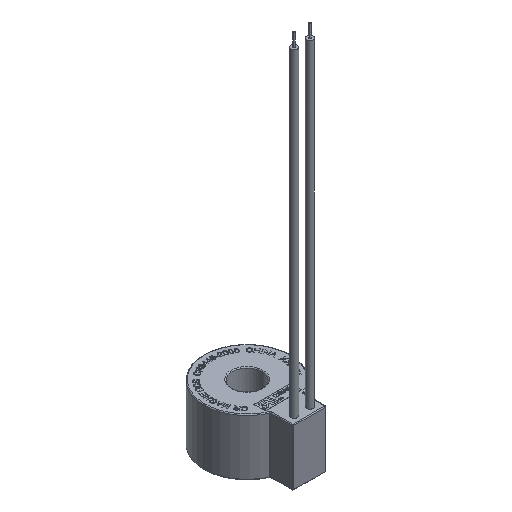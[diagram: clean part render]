
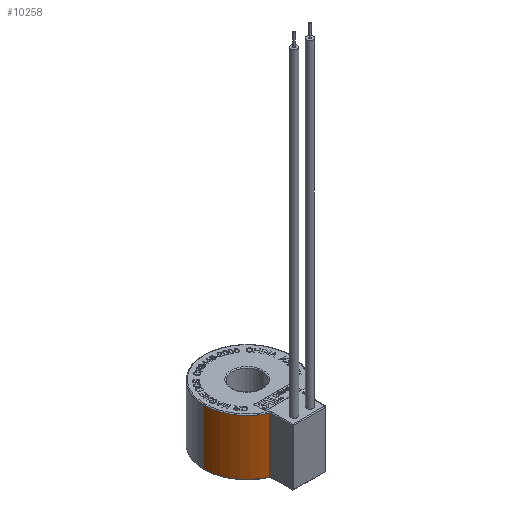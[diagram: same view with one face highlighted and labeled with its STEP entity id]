
A CAD part, isometric view. The second image highlights one B-rep face of the part: STEP entity #10258.
In plain terms, the highlighted cylindrical face has radius 13 mm (diameter 26 mm), a partial arc.
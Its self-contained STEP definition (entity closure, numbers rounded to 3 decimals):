
#2878 = ORIENTED_EDGE ( 'NONE', *, *, #6403, .F. ) ;
#5911 = CARTESIAN_POINT ( 'NONE',  ( -13., 0., -17. ) ) ;
#6403 = EDGE_CURVE ( 'NONE', #11063, #24354, #31194, .T. ) ;
#6908 = DIRECTION ( 'NONE',  ( 0., 0., 1. ) ) ;
#7279 = VECTOR ( 'NONE', #27811, 1000. ) ;
#8937 = ORIENTED_EDGE ( 'NONE', *, *, #12112, .T. ) ;
#9833 = DIRECTION ( 'NONE',  ( 0., 0., 1. ) ) ;
#10258 = ADVANCED_FACE ( 'NONE', ( #12827 ), #23231, .T. ) ;
#11063 = VERTEX_POINT ( 'NONE', #25753 ) ;
#12112 = EDGE_CURVE ( 'NONE', #11063, #23441, #23561, .T. ) ;
#12827 = FACE_OUTER_BOUND ( 'NONE', #18856, .T. ) ;
#13980 = VECTOR ( 'NONE', #9833, 1000. ) ;
#14361 = AXIS2_PLACEMENT_3D ( 'NONE', #31987, #6908, #23056 ) ;
#14654 = DIRECTION ( 'NONE',  ( 1., 0., 0. ) ) ;
#15866 = VERTEX_POINT ( 'NONE', #16954 ) ;
#16954 = CARTESIAN_POINT ( 'NONE',  ( -5.151, -11.936, -0.25 ) ) ;
#18434 = EDGE_CURVE ( 'NONE', #23441, #15866, #28336, .T. ) ;
#18856 = EDGE_LOOP ( 'NONE', ( #2878, #8937, #29525, #24386 ) ) ;
#18910 = EDGE_CURVE ( 'NONE', #15866, #24354, #22555, .T. ) ;
#19201 = DIRECTION ( 'NONE',  ( 1., 0., 0. ) ) ;
#22555 = CIRCLE ( 'NONE', #35139, 13. ) ;
#22724 = DIRECTION ( 'NONE',  ( 0., 0., -1. ) ) ;
#23056 = DIRECTION ( 'NONE',  ( 1., 0., 0. ) ) ;
#23231 = CYLINDRICAL_SURFACE ( 'NONE', #14361, 13. ) ;
#23441 = VERTEX_POINT ( 'NONE', #25352 ) ;
#23561 = CIRCLE ( 'NONE', #25290, 13. ) ;
#24354 = VERTEX_POINT ( 'NONE', #30786 ) ;
#24386 = ORIENTED_EDGE ( 'NONE', *, *, #18910, .T. ) ;
#24402 = CARTESIAN_POINT ( 'NONE',  ( 0., 0., -17. ) ) ;
#25290 = AXIS2_PLACEMENT_3D ( 'NONE', #24402, #35340, #19201 ) ;
#25352 = CARTESIAN_POINT ( 'NONE',  ( -5.151, -11.936, -17. ) ) ;
#25753 = CARTESIAN_POINT ( 'NONE',  ( -13., 0., -17. ) ) ;
#27811 = DIRECTION ( 'NONE',  ( 0., 0., 1. ) ) ;
#28336 = LINE ( 'NONE', #34403, #13980 ) ;
#28986 = CARTESIAN_POINT ( 'NONE',  ( 0., 0., -0.25 ) ) ;
#29525 = ORIENTED_EDGE ( 'NONE', *, *, #18434, .T. ) ;
#30786 = CARTESIAN_POINT ( 'NONE',  ( -13., 0., -0.25 ) ) ;
#31194 = LINE ( 'NONE', #5911, #7279 ) ;
#31987 = CARTESIAN_POINT ( 'NONE',  ( 0., 0., -17. ) ) ;
#34403 = CARTESIAN_POINT ( 'NONE',  ( -5.151, -11.936, -17. ) ) ;
#35139 = AXIS2_PLACEMENT_3D ( 'NONE', #28986, #22724, #14654 ) ;
#35340 = DIRECTION ( 'NONE',  ( 0., 0., 1. ) ) ;
